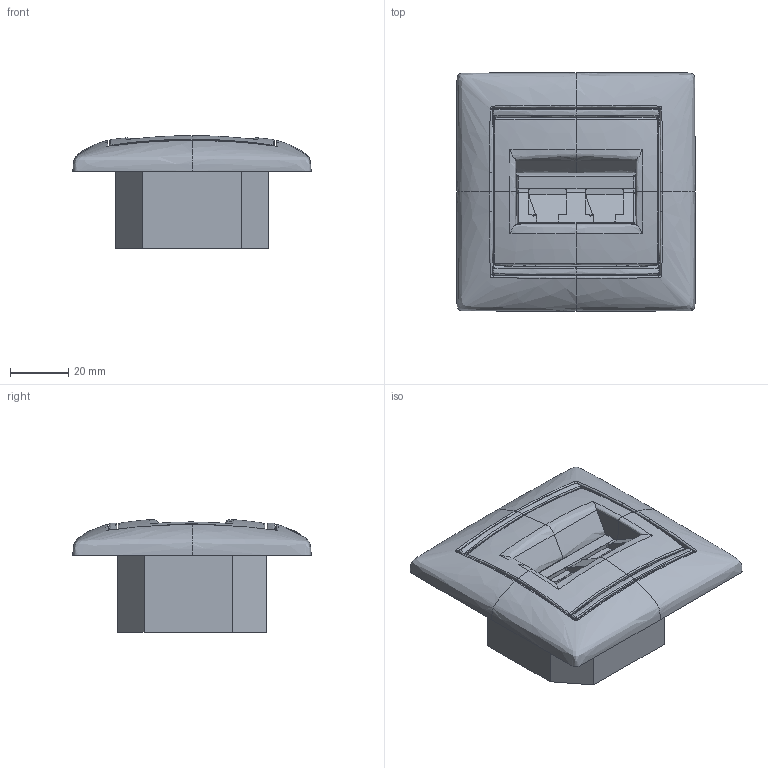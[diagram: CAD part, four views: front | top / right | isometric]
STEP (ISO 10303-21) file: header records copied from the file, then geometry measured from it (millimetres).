
FILE_DESCRIPTION (( 'STEP AP214' ), '1' );
FILE_NAME ('774231.STEP', '2025-09-02T10:26:04', ( '' ), ( '' ), 'SwSTEP 2.0', 'SolidWorks 2022', '' );
FILE_SCHEMA (( 'AUTOMOTIVE_DESIGN' ));
Length unit declared in the file: millimetre
Products named in the file (1): 774231
Bounding box: 82 x 82 x 38.8 mm (x, y, z)
Surface area: 37460.1 mm2 (no closed solid volume)
Topology: 0 solids, 25 shells, 1009 faces, 2612 edges, 1593 vertices
Faces by surface type: bspline 420, plane 367, cylinder 138, sphere 40, torus 36, cone 8
Entity records: 81659 total; most frequent: CARTESIAN_POINT 63749, ORIENTED_EDGE 5068, EDGE_CURVE 2547, B_SPLINE_CURVE_WITH_KNOTS 2476, VERTEX_POINT 1569, DIRECTION 1274, EDGE_LOOP 1013, ADVANCED_FACE 999
